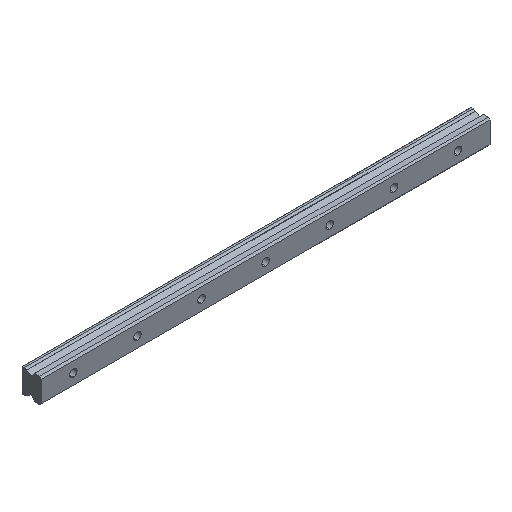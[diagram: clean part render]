
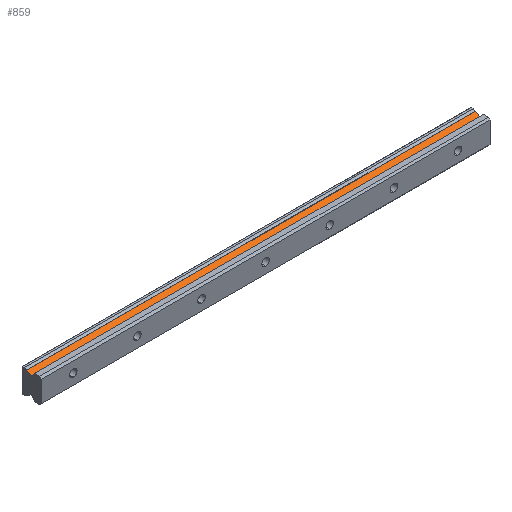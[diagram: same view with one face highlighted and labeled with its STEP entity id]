
A CAD part, isometric view. The second image highlights one B-rep face of the part: STEP entity #859.
In plain terms, the highlighted planar face has unit normal (0, -0.499, 0.867).
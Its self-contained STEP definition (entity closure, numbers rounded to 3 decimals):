
#6 = PLANE ( 'NONE',  #1596 ) ;
#31 = ORIENTED_EDGE ( 'NONE', *, *, #1811, .F. ) ;
#102 = EDGE_CURVE ( 'NONE', #1403, #1516, #1176, .T. ) ;
#346 = CARTESIAN_POINT ( 'NONE',  ( 390., 13.68, 10.315 ) ) ;
#413 = EDGE_LOOP ( 'NONE', ( #31, #452, #1849, #953 ) ) ;
#452 = ORIENTED_EDGE ( 'NONE', *, *, #1370, .F. ) ;
#457 = CARTESIAN_POINT ( 'NONE',  ( 390., 13.68, 10.315 ) ) ;
#642 = LINE ( 'NONE', #1263, #1539 ) ;
#653 = VECTOR ( 'NONE', #1574, 1000. ) ;
#719 = VERTEX_POINT ( 'NONE', #1651 ) ;
#794 = VECTOR ( 'NONE', #1130, 1000. ) ;
#812 = EDGE_CURVE ( 'NONE', #1403, #1038, #642, .T. ) ;
#859 = ADVANCED_FACE ( 'NONE', ( #1388 ), #6, .F. ) ;
#891 = CARTESIAN_POINT ( 'NONE',  ( 390., 13.68, 10.315 ) ) ;
#951 = LINE ( 'NONE', #1878, #653 ) ;
#953 = ORIENTED_EDGE ( 'NONE', *, *, #102, .T. ) ;
#1038 = VERTEX_POINT ( 'NONE', #891 ) ;
#1081 = DIRECTION ( 'NONE',  ( 0., 0.499, -0.866 ) ) ;
#1130 = DIRECTION ( 'NONE',  ( 0., -0.866, -0.499 ) ) ;
#1142 = CARTESIAN_POINT ( 'NONE',  ( -30., 13.68, 10.315 ) ) ;
#1150 = CARTESIAN_POINT ( 'NONE',  ( -30., 9.514, 7.915 ) ) ;
#1176 = LINE ( 'NONE', #1142, #1184 ) ;
#1184 = VECTOR ( 'NONE', #1621, 1000. ) ;
#1263 = CARTESIAN_POINT ( 'NONE',  ( 390., 13.68, 10.315 ) ) ;
#1290 = LINE ( 'NONE', #346, #794 ) ;
#1370 = EDGE_CURVE ( 'NONE', #1038, #719, #1290, .T. ) ;
#1388 = FACE_OUTER_BOUND ( 'NONE', #413, .T. ) ;
#1403 = VERTEX_POINT ( 'NONE', #1881 ) ;
#1516 = VERTEX_POINT ( 'NONE', #1150 ) ;
#1539 = VECTOR ( 'NONE', #1719, 1000. ) ;
#1574 = DIRECTION ( 'NONE',  ( -1., 0., 0. ) ) ;
#1596 = AXIS2_PLACEMENT_3D ( 'NONE', #457, #1081, #1691 ) ;
#1621 = DIRECTION ( 'NONE',  ( 0., -0.866, -0.499 ) ) ;
#1651 = CARTESIAN_POINT ( 'NONE',  ( 390., 9.514, 7.915 ) ) ;
#1691 = DIRECTION ( 'NONE',  ( 0., 0.866, 0.499 ) ) ;
#1719 = DIRECTION ( 'NONE',  ( 1., 0., 0. ) ) ;
#1811 = EDGE_CURVE ( 'NONE', #719, #1516, #951, .T. ) ;
#1849 = ORIENTED_EDGE ( 'NONE', *, *, #812, .F. ) ;
#1878 = CARTESIAN_POINT ( 'NONE',  ( 390., 9.514, 7.915 ) ) ;
#1881 = CARTESIAN_POINT ( 'NONE',  ( -30., 13.68, 10.315 ) ) ;
